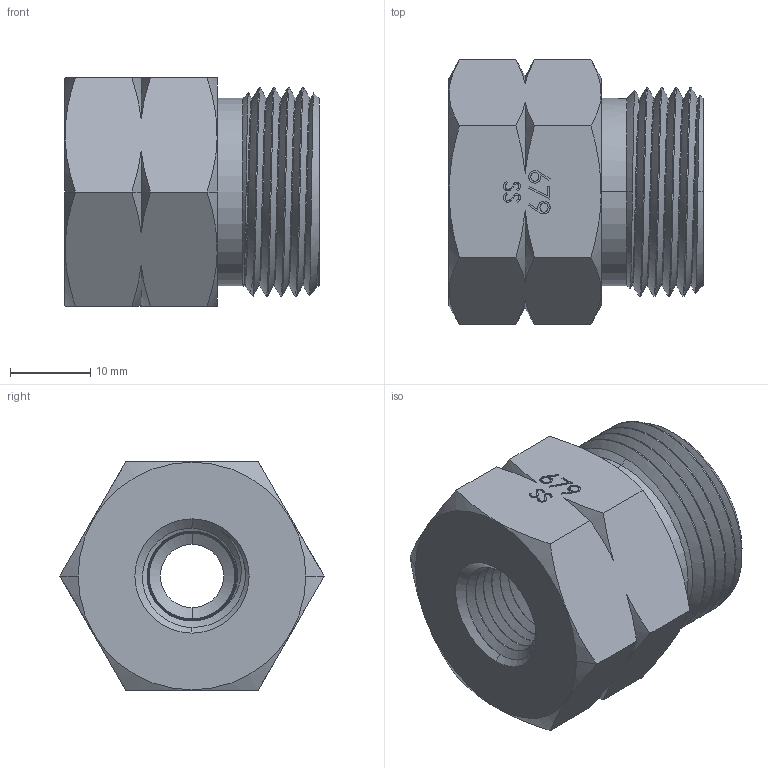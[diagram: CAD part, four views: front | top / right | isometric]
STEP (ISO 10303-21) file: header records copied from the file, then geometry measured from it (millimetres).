
FILE_DESCRIPTION (( 'STEP AP203' ), '1' );
FILE_NAME ('AD-679MSS-4FNPT.STEP', '2025-08-07T17:27:08', ( '' ), ( '' ), 'SwSTEP 2.0', 'SolidWorks 2018', '' );
FILE_SCHEMA (( 'CONFIG_CONTROL_DESIGN' ));
Length unit declared in the file: inch
Products named in the file (1): AD-679MSS-4FNPT
Bounding box: 31.75 x 33 x 28.57 mm (x, y, z)
Volume: 16123.6 mm3; surface area: 6106 mm2
Topology: 1 solids, 1 shells, 149 faces, 400 edges, 262 vertices
Faces by surface type: bspline 54, cone 43, plane 33, cylinder 19
Entity records: 14265 total; most frequent: CARTESIAN_POINT 10998, ORIENTED_EDGE 800, DIRECTION 418, EDGE_CURVE 400, VERTEX_POINT 262, B_SPLINE_CURVE_WITH_KNOTS 210, EDGE_LOOP 160, VECTOR 154
